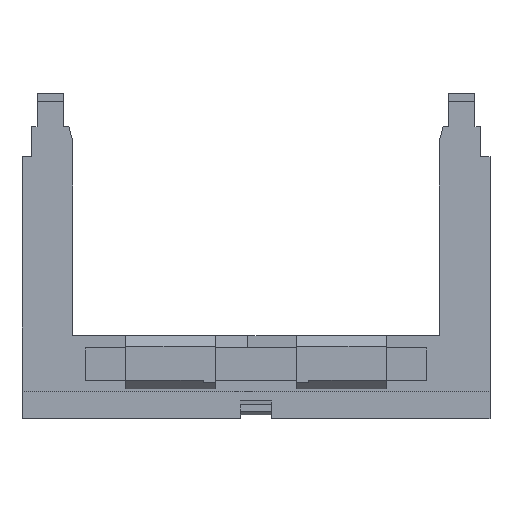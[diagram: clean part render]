
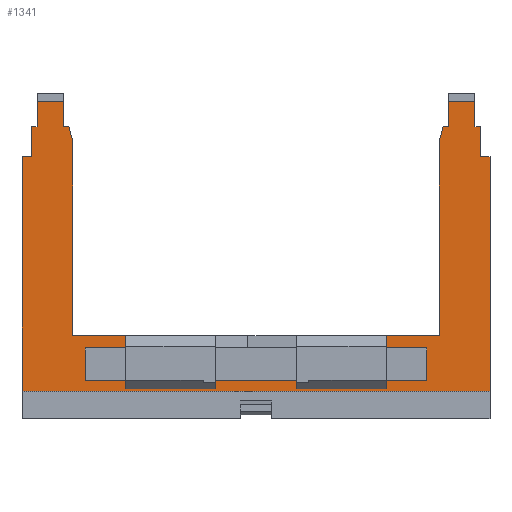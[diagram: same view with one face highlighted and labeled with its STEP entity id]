
A CAD part, left-side view. The second image highlights one B-rep face of the part: STEP entity #1341.
In plain terms, the highlighted planar face has unit normal (-1, 0, 0).
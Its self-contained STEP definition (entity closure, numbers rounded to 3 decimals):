
#2=DIRECTION('',(0.,0.,-1.));
#3=VECTOR('',#2,1.);
#4=CARTESIAN_POINT('',(0.,23.75,4.7));
#5=LINE('',#4,#3);
#6=DIRECTION('',(0.,-1.,0.));
#7=VECTOR('',#6,11.);
#8=CARTESIAN_POINT('',(0.,23.75,3.7));
#9=LINE('',#8,#7);
#10=DIRECTION('',(0.,0.,1.));
#11=VECTOR('',#10,4.);
#12=CARTESIAN_POINT('',(0.,7.8,4.7));
#13=LINE('',#12,#11);
#14=DIRECTION('',(0.,1.,0.));
#15=VECTOR('',#14,4.95);
#16=CARTESIAN_POINT('',(0.,7.8,8.7));
#17=LINE('',#16,#15);
#18=DIRECTION('',(0.,-1.,0.));
#19=VECTOR('',#18,6.5);
#20=CARTESIAN_POINT('',(0.,12.75,10.2));
#21=LINE('',#20,#19);
#22=DIRECTION('',(0.,0.,1.));
#23=VECTOR('',#22,23.834);
#24=CARTESIAN_POINT('',(0.,6.25,10.2));
#25=LINE('',#24,#23);
#26=DIRECTION('',(0.,-0.259,0.966));
#27=VECTOR('',#26,1.932);
#28=CARTESIAN_POINT('',(0.,6.25,34.034));
#29=LINE('',#28,#27);
#30=DIRECTION('',(0.,0.,1.));
#31=VECTOR('',#30,3.1);
#32=CARTESIAN_POINT('',(0.,5.05,35.9));
#33=LINE('',#32,#31);
#34=DIRECTION('',(0.,-1.,0.));
#35=VECTOR('',#34,1.15);
#36=CARTESIAN_POINT('',(0.,1.15,32.2));
#37=LINE('',#36,#35);
#38=DIRECTION('',(0.,0.,-1.));
#39=VECTOR('',#38,28.8);
#40=CARTESIAN_POINT('',(0.,0.,32.2));
#41=LINE('',#40,#39);
#42=DIRECTION('',(0.,1.,0.));
#43=VECTOR('',#42,57.5);
#44=CARTESIAN_POINT('',(0.,0.,3.4));
#45=LINE('',#44,#43);
#46=DIRECTION('',(0.,0.,1.));
#47=VECTOR('',#46,28.8);
#48=CARTESIAN_POINT('',(0.,57.5,3.4));
#49=LINE('',#48,#47);
#50=DIRECTION('',(0.,0.,1.));
#51=VECTOR('',#50,3.7);
#52=CARTESIAN_POINT('',(0.,56.35,32.2));
#53=LINE('',#52,#51);
#54=DIRECTION('',(0.,-1.,0.));
#55=VECTOR('',#54,0.7);
#56=CARTESIAN_POINT('',(0.,56.35,35.9));
#57=LINE('',#56,#55);
#58=DIRECTION('',(0.,0.,1.));
#59=VECTOR('',#58,3.1);
#60=CARTESIAN_POINT('',(0.,55.65,35.9));
#61=LINE('',#60,#59);
#62=DIRECTION('',(0.,-1.,0.));
#63=VECTOR('',#62,0.7);
#64=CARTESIAN_POINT('',(0.,52.45,35.9));
#65=LINE('',#64,#63);
#66=DIRECTION('',(0.,-0.259,-0.966));
#67=VECTOR('',#66,1.932);
#68=CARTESIAN_POINT('',(0.,51.75,35.9));
#69=LINE('',#68,#67);
#70=DIRECTION('',(0.,0.,-1.));
#71=VECTOR('',#70,23.834);
#72=CARTESIAN_POINT('',(0.,51.25,34.034));
#73=LINE('',#72,#71);
#74=DIRECTION('',(0.,-1.,0.));
#75=VECTOR('',#74,6.5);
#76=CARTESIAN_POINT('',(0.,51.25,10.2));
#77=LINE('',#76,#75);
#78=DIRECTION('',(0.,0.,-1.));
#79=VECTOR('',#78,1.5);
#80=CARTESIAN_POINT('',(0.,44.75,10.2));
#81=LINE('',#80,#79);
#82=DIRECTION('',(0.,-1.,0.));
#83=VECTOR('',#82,4.95);
#84=CARTESIAN_POINT('',(0.,49.7,4.7));
#85=LINE('',#84,#83);
#86=DIRECTION('',(0.,0.,-1.));
#87=VECTOR('',#86,1.);
#88=CARTESIAN_POINT('',(0.,44.75,4.7));
#89=LINE('',#88,#87);
#90=DIRECTION('',(0.,1.,0.));
#91=VECTOR('',#90,10.);
#92=CARTESIAN_POINT('',(0.,23.75,4.7));
#93=LINE('',#92,#91);
#102=DIRECTION('',(0.,0.,-1.));
#103=VECTOR('',#102,1.);
#104=CARTESIAN_POINT('',(0.,33.75,4.7));
#105=LINE('',#104,#103);
#230=DIRECTION('',(0.,1.,0.));
#231=VECTOR('',#230,11.);
#232=CARTESIAN_POINT('',(0.,33.75,3.7));
#233=LINE('',#232,#231);
#266=DIRECTION('',(0.,0.,1.));
#267=VECTOR('',#266,4.);
#268=CARTESIAN_POINT('',(0.,49.7,4.7));
#269=LINE('',#268,#267);
#282=DIRECTION('',(0.,-1.,0.));
#283=VECTOR('',#282,4.95);
#284=CARTESIAN_POINT('',(0.,49.7,8.7));
#285=LINE('',#284,#283);
#322=DIRECTION('',(0.,1.,0.));
#323=VECTOR('',#322,3.2);
#324=CARTESIAN_POINT('',(0.,52.45,39.));
#325=LINE('',#324,#323);
#366=DIRECTION('',(0.,0.,1.));
#367=VECTOR('',#366,3.1);
#368=CARTESIAN_POINT('',(0.,52.45,35.9));
#369=LINE('',#368,#367);
#402=DIRECTION('',(0.,1.,0.));
#403=VECTOR('',#402,1.15);
#404=CARTESIAN_POINT('',(0.,56.35,32.2));
#405=LINE('',#404,#403);
#470=DIRECTION('',(0.,0.,1.));
#471=VECTOR('',#470,3.7);
#472=CARTESIAN_POINT('',(0.,1.15,32.2));
#473=LINE('',#472,#471);
#506=DIRECTION('',(0.,1.,0.));
#507=VECTOR('',#506,3.2);
#508=CARTESIAN_POINT('',(0.,1.85,39.));
#509=LINE('',#508,#507);
#546=DIRECTION('',(0.,0.,1.));
#547=VECTOR('',#546,3.1);
#548=CARTESIAN_POINT('',(0.,1.85,35.9));
#549=LINE('',#548,#547);
#554=DIRECTION('',(0.,1.,0.));
#555=VECTOR('',#554,0.7);
#556=CARTESIAN_POINT('',(0.,1.15,35.9));
#557=LINE('',#556,#555);
#562=DIRECTION('',(0.,1.,0.));
#563=VECTOR('',#562,0.7);
#564=CARTESIAN_POINT('',(0.,5.05,35.9));
#565=LINE('',#564,#563);
#834=DIRECTION('',(0.,0.,-1.));
#835=VECTOR('',#834,1.);
#836=CARTESIAN_POINT('',(0.,12.75,4.7));
#837=LINE('',#836,#835);
#854=DIRECTION('',(0.,0.,-1.));
#855=VECTOR('',#854,1.5);
#856=CARTESIAN_POINT('',(0.,12.75,10.2));
#857=LINE('',#856,#855);
#870=DIRECTION('',(0.,1.,0.));
#871=VECTOR('',#870,4.95);
#872=CARTESIAN_POINT('',(0.,7.8,4.7));
#873=LINE('',#872,#871);
#950=CARTESIAN_POINT('',(0.,23.75,4.7));
#951=CARTESIAN_POINT('',(0.,33.75,4.7));
#952=VERTEX_POINT('',#950);
#953=VERTEX_POINT('',#951);
#954=CARTESIAN_POINT('',(0.,23.75,3.7));
#955=VERTEX_POINT('',#954);
#956=CARTESIAN_POINT('',(0.,12.75,3.7));
#957=VERTEX_POINT('',#956);
#958=CARTESIAN_POINT('',(0.,12.75,4.7));
#959=VERTEX_POINT('',#958);
#960=CARTESIAN_POINT('',(0.,7.8,4.7));
#961=VERTEX_POINT('',#960);
#962=CARTESIAN_POINT('',(0.,7.8,8.7));
#963=VERTEX_POINT('',#962);
#964=CARTESIAN_POINT('',(0.,12.75,8.7));
#965=VERTEX_POINT('',#964);
#966=CARTESIAN_POINT('',(0.,12.75,10.2));
#967=VERTEX_POINT('',#966);
#968=CARTESIAN_POINT('',(0.,6.25,10.2));
#969=VERTEX_POINT('',#968);
#970=CARTESIAN_POINT('',(0.,6.25,34.034));
#971=VERTEX_POINT('',#970);
#972=CARTESIAN_POINT('',(0.,5.75,35.9));
#973=VERTEX_POINT('',#972);
#974=CARTESIAN_POINT('',(0.,5.05,35.9));
#975=VERTEX_POINT('',#974);
#976=CARTESIAN_POINT('',(0.,5.05,39.));
#977=VERTEX_POINT('',#976);
#978=CARTESIAN_POINT('',(0.,1.85,39.));
#979=VERTEX_POINT('',#978);
#980=CARTESIAN_POINT('',(0.,1.85,35.9));
#981=VERTEX_POINT('',#980);
#982=CARTESIAN_POINT('',(0.,1.15,35.9));
#983=VERTEX_POINT('',#982);
#984=CARTESIAN_POINT('',(0.,1.15,32.2));
#985=VERTEX_POINT('',#984);
#986=CARTESIAN_POINT('',(0.,0.,32.2));
#987=VERTEX_POINT('',#986);
#988=CARTESIAN_POINT('',(0.,0.,3.4));
#989=VERTEX_POINT('',#988);
#990=CARTESIAN_POINT('',(0.,57.5,3.4));
#991=VERTEX_POINT('',#990);
#992=CARTESIAN_POINT('',(0.,57.5,32.2));
#993=VERTEX_POINT('',#992);
#994=CARTESIAN_POINT('',(0.,56.35,32.2));
#995=VERTEX_POINT('',#994);
#996=CARTESIAN_POINT('',(0.,56.35,35.9));
#997=VERTEX_POINT('',#996);
#998=CARTESIAN_POINT('',(0.,55.65,35.9));
#999=VERTEX_POINT('',#998);
#1000=CARTESIAN_POINT('',(0.,55.65,39.));
#1001=VERTEX_POINT('',#1000);
#1002=CARTESIAN_POINT('',(0.,52.45,39.));
#1003=VERTEX_POINT('',#1002);
#1004=CARTESIAN_POINT('',(0.,52.45,35.9));
#1005=VERTEX_POINT('',#1004);
#1006=CARTESIAN_POINT('',(0.,51.75,35.9));
#1007=VERTEX_POINT('',#1006);
#1008=CARTESIAN_POINT('',(0.,51.25,34.034));
#1009=VERTEX_POINT('',#1008);
#1010=CARTESIAN_POINT('',(0.,51.25,10.2));
#1011=VERTEX_POINT('',#1010);
#1012=CARTESIAN_POINT('',(0.,44.75,10.2));
#1013=VERTEX_POINT('',#1012);
#1014=CARTESIAN_POINT('',(0.,44.75,8.7));
#1015=VERTEX_POINT('',#1014);
#1016=CARTESIAN_POINT('',(0.,49.7,8.7));
#1017=VERTEX_POINT('',#1016);
#1018=CARTESIAN_POINT('',(0.,49.7,4.7));
#1019=VERTEX_POINT('',#1018);
#1020=CARTESIAN_POINT('',(0.,44.75,4.7));
#1021=VERTEX_POINT('',#1020);
#1022=CARTESIAN_POINT('',(0.,44.75,3.7));
#1023=VERTEX_POINT('',#1022);
#1024=CARTESIAN_POINT('',(0.,33.75,3.7));
#1025=VERTEX_POINT('',#1024);
#1258=CARTESIAN_POINT('',(0.,28.75,0.));
#1259=DIRECTION('',(-1.,0.,0.));
#1260=DIRECTION('',(0.,-1.,0.));
#1261=AXIS2_PLACEMENT_3D('',#1258,#1259,#1260);
#1262=PLANE('',#1261);
#1264=ORIENTED_EDGE('',*,*,#1263,.F.);
#1266=ORIENTED_EDGE('',*,*,#1265,.T.);
#1268=ORIENTED_EDGE('',*,*,#1267,.T.);
#1270=ORIENTED_EDGE('',*,*,#1269,.F.);
#1272=ORIENTED_EDGE('',*,*,#1271,.F.);
#1274=ORIENTED_EDGE('',*,*,#1273,.T.);
#1276=ORIENTED_EDGE('',*,*,#1275,.T.);
#1278=ORIENTED_EDGE('',*,*,#1277,.F.);
#1280=ORIENTED_EDGE('',*,*,#1279,.T.);
#1282=ORIENTED_EDGE('',*,*,#1281,.T.);
#1284=ORIENTED_EDGE('',*,*,#1283,.T.);
#1286=ORIENTED_EDGE('',*,*,#1285,.F.);
#1288=ORIENTED_EDGE('',*,*,#1287,.T.);
#1290=ORIENTED_EDGE('',*,*,#1289,.F.);
#1292=ORIENTED_EDGE('',*,*,#1291,.F.);
#1294=ORIENTED_EDGE('',*,*,#1293,.F.);
#1296=ORIENTED_EDGE('',*,*,#1295,.F.);
#1298=ORIENTED_EDGE('',*,*,#1297,.T.);
#1300=ORIENTED_EDGE('',*,*,#1299,.T.);
#1302=ORIENTED_EDGE('',*,*,#1301,.T.);
#1304=ORIENTED_EDGE('',*,*,#1303,.T.);
#1306=ORIENTED_EDGE('',*,*,#1305,.F.);
#1308=ORIENTED_EDGE('',*,*,#1307,.T.);
#1310=ORIENTED_EDGE('',*,*,#1309,.T.);
#1312=ORIENTED_EDGE('',*,*,#1311,.T.);
#1314=ORIENTED_EDGE('',*,*,#1313,.F.);
#1316=ORIENTED_EDGE('',*,*,#1315,.F.);
#1318=ORIENTED_EDGE('',*,*,#1317,.T.);
#1320=ORIENTED_EDGE('',*,*,#1319,.T.);
#1322=ORIENTED_EDGE('',*,*,#1321,.T.);
#1324=ORIENTED_EDGE('',*,*,#1323,.T.);
#1326=ORIENTED_EDGE('',*,*,#1325,.T.);
#1328=ORIENTED_EDGE('',*,*,#1327,.F.);
#1330=ORIENTED_EDGE('',*,*,#1329,.F.);
#1332=ORIENTED_EDGE('',*,*,#1331,.T.);
#1334=ORIENTED_EDGE('',*,*,#1333,.T.);
#1336=ORIENTED_EDGE('',*,*,#1335,.F.);
#1338=ORIENTED_EDGE('',*,*,#1337,.F.);
#1339=EDGE_LOOP('',(#1264,#1266,#1268,#1270,#1272,#1274,#1276,#1278,#1280,#1282,
#1284,#1286,#1288,#1290,#1292,#1294,#1296,#1298,#1300,#1302,#1304,#1306,#1308,
#1310,#1312,#1314,#1316,#1318,#1320,#1322,#1324,#1326,#1328,#1330,#1332,#1334,
#1336,#1338));
#1340=FACE_OUTER_BOUND('',#1339,.F.);
#1263=EDGE_CURVE('',#952,#953,#93,.T.);
#1265=EDGE_CURVE('',#952,#955,#5,.T.);
#1267=EDGE_CURVE('',#955,#957,#9,.T.);
#1269=EDGE_CURVE('',#959,#957,#837,.T.);
#1271=EDGE_CURVE('',#961,#959,#873,.T.);
#1273=EDGE_CURVE('',#961,#963,#13,.T.);
#1275=EDGE_CURVE('',#963,#965,#17,.T.);
#1277=EDGE_CURVE('',#967,#965,#857,.T.);
#1279=EDGE_CURVE('',#967,#969,#21,.T.);
#1281=EDGE_CURVE('',#969,#971,#25,.T.);
#1283=EDGE_CURVE('',#971,#973,#29,.T.);
#1285=EDGE_CURVE('',#975,#973,#565,.T.);
#1287=EDGE_CURVE('',#975,#977,#33,.T.);
#1289=EDGE_CURVE('',#979,#977,#509,.T.);
#1291=EDGE_CURVE('',#981,#979,#549,.T.);
#1293=EDGE_CURVE('',#983,#981,#557,.T.);
#1295=EDGE_CURVE('',#985,#983,#473,.T.);
#1297=EDGE_CURVE('',#985,#987,#37,.T.);
#1299=EDGE_CURVE('',#987,#989,#41,.T.);
#1301=EDGE_CURVE('',#989,#991,#45,.T.);
#1303=EDGE_CURVE('',#991,#993,#49,.T.);
#1305=EDGE_CURVE('',#995,#993,#405,.T.);
#1307=EDGE_CURVE('',#995,#997,#53,.T.);
#1309=EDGE_CURVE('',#997,#999,#57,.T.);
#1311=EDGE_CURVE('',#999,#1001,#61,.T.);
#1313=EDGE_CURVE('',#1003,#1001,#325,.T.);
#1315=EDGE_CURVE('',#1005,#1003,#369,.T.);
#1317=EDGE_CURVE('',#1005,#1007,#65,.T.);
#1319=EDGE_CURVE('',#1007,#1009,#69,.T.);
#1321=EDGE_CURVE('',#1009,#1011,#73,.T.);
#1323=EDGE_CURVE('',#1011,#1013,#77,.T.);
#1325=EDGE_CURVE('',#1013,#1015,#81,.T.);
#1327=EDGE_CURVE('',#1017,#1015,#285,.T.);
#1329=EDGE_CURVE('',#1019,#1017,#269,.T.);
#1331=EDGE_CURVE('',#1019,#1021,#85,.T.);
#1333=EDGE_CURVE('',#1021,#1023,#89,.T.);
#1335=EDGE_CURVE('',#1025,#1023,#233,.T.);
#1337=EDGE_CURVE('',#953,#1025,#105,.T.);
#1341=ADVANCED_FACE('',(#1340),#1262,.T.);
